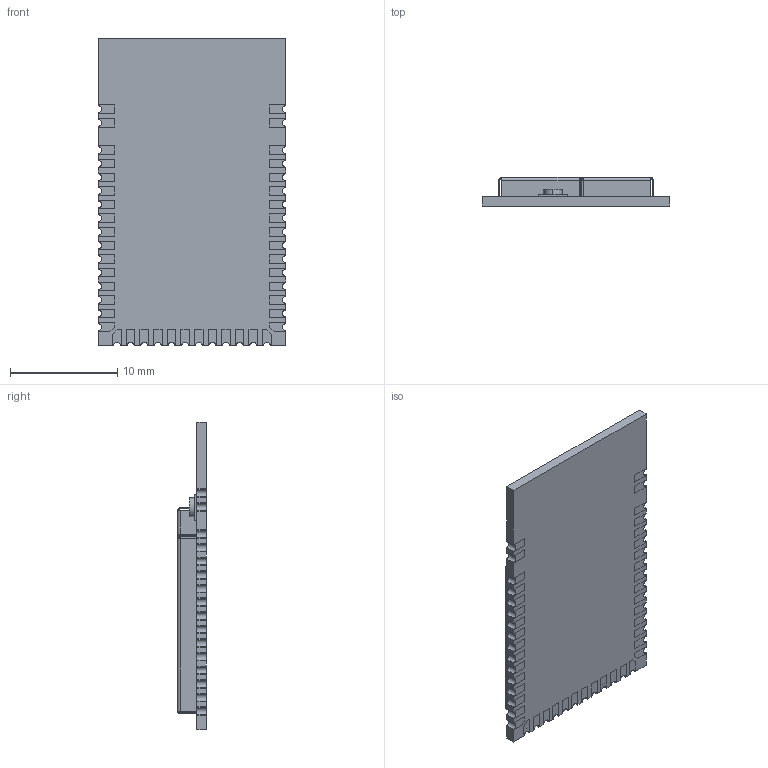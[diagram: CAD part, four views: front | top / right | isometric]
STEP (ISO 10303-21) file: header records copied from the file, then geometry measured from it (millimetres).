
FILE_DESCRIPTION (( 'STEP AP214' ), '1' );
FILE_NAME ('E73-2G4M04S1B.STEP', '2020-07-31T22:33:16', ( '' ), ( '' ), 'SwSTEP 2.0', 'SolidWorks 2017', '' );
FILE_SCHEMA (( 'AUTOMOTIVE_DESIGN' ));
Length unit declared in the file: millimetre
Products named in the file (1): E73-2G4M04S1B
Bounding box: 17.5 x 2.7 x 28.7 mm (x, y, z)
Volume: 483.2 mm3; surface area: 2079.3 mm2
Topology: 49 solids, 49 shells, 781 faces, 2028 edges, 1343 vertices
Faces by surface type: plane 717, cylinder 62, sphere 2
Entity records: 23894 total; most frequent: CARTESIAN_POINT 4147, ORIENTED_EDGE 4048, DIRECTION 3714, EDGE_CURVE 2024, VECTOR 1898, LINE 1898, VERTEX_POINT 1341, AXIS2_PLACEMENT_3D 908
